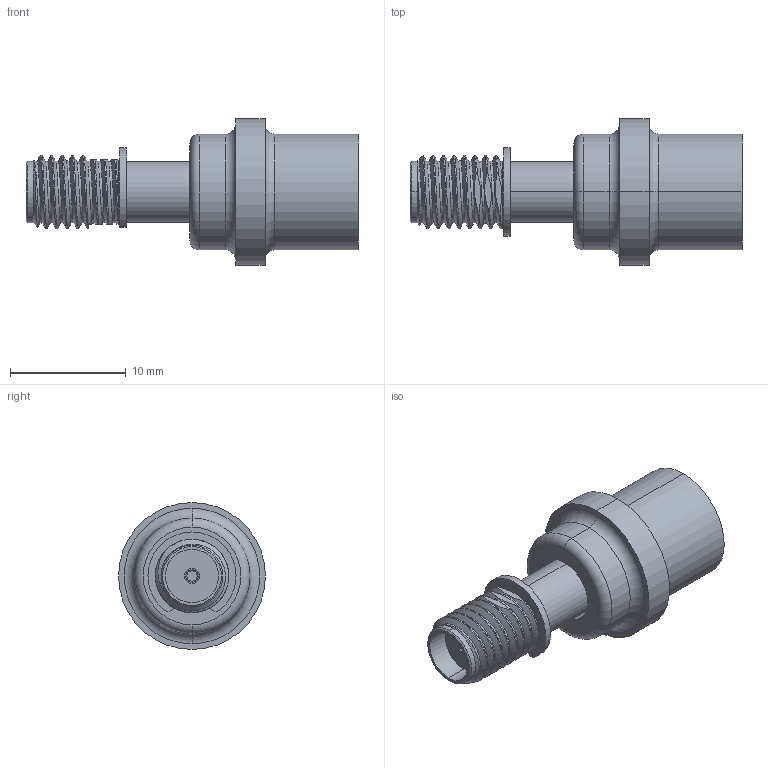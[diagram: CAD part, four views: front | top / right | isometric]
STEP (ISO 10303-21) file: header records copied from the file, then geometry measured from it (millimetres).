
FILE_DESCRIPTION (( 'STEP AP214' ), '1' );
FILE_NAME ('SM4988_3D.step', '2026-02-24T19:54:20', ( '' ), ( '' ), 'SwSTEP 2.0', 'SolidWorks 2025', '' );
FILE_SCHEMA (( 'AUTOMOTIVE_DESIGN' ));
Length unit declared in the file: inch
Products named in the file (1): SM4988_3D
Bounding box: 28.7 x 12.7 x 12.7 mm (x, y, z)
Volume: 1329.5 mm3; surface area: 1938 mm2
Topology: 2 solids, 2 shells, 304 faces, 877 edges, 575 vertices
Faces by surface type: plane 150, cylinder 91, cone 52, torus 8, bspline 3
Full cylindrical faces by diameter (mm): 6.35 x4
Entity records: 12496 total; most frequent: CARTESIAN_POINT 4476, ORIENTED_EDGE 1754, DIRECTION 1647, EDGE_CURVE 877, AXIS2_PLACEMENT_3D 631, VERTEX_POINT 575, LINE 385, VECTOR 385
